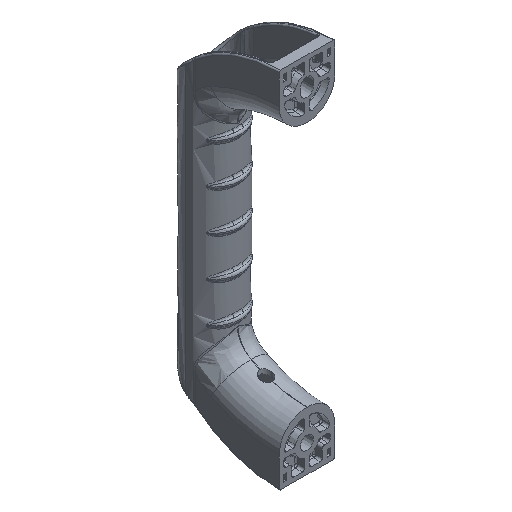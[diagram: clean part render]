
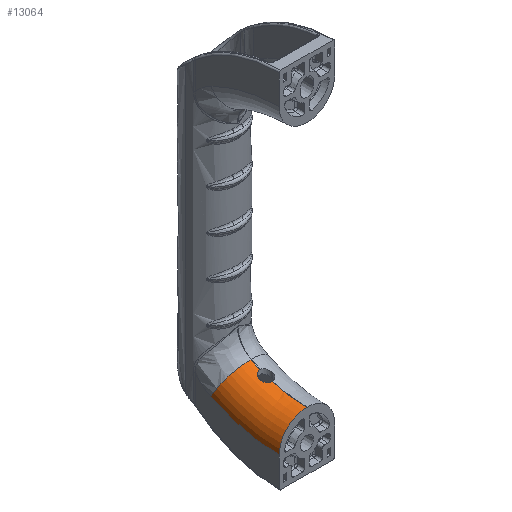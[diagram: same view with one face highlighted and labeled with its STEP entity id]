
A CAD part, isometric view. The second image highlights one B-rep face of the part: STEP entity #13064.
In plain terms, the highlighted toroidal (fillet/blend) face has major radius 97.9 mm and minor radius 17.9 mm.
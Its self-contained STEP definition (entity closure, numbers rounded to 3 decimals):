
#91 = VERTEX_POINT ( 'NONE', #17568 ) ;
#652 = EDGE_CURVE ( 'NONE', #2510, #14872, #14020, .T. ) ;
#923 = CARTESIAN_POINT ( 'NONE',  ( -0.1, -29.501, -73.958 ) ) ;
#939 = CARTESIAN_POINT ( 'NONE',  ( -3.628, -35.204, -76.43 ) ) ;
#1292 = CARTESIAN_POINT ( 'NONE',  ( -3.623, -31.787, -75.234 ) ) ;
#1445 = DIRECTION ( 'NONE',  ( 0., 0., -1. ) ) ;
#1680 = CARTESIAN_POINT ( 'NONE',  ( -18., -15.639, -87.273 ) ) ;
#2225 = TOROIDAL_SURFACE ( 'NONE', #15229, 97.9, 17.9 ) ;
#2416 = CARTESIAN_POINT ( 'NONE',  ( -3.233, -35.869, -76.563 ) ) ;
#2510 = VERTEX_POINT ( 'NONE', #7408 ) ;
#2784 = CARTESIAN_POINT ( 'NONE',  ( -3.88, -32.497, -75.554 ) ) ;
#2945 = AXIS2_PLACEMENT_3D ( 'NONE', #14690, #5870, #16184 ) ;
#3098 = VERTEX_POINT ( 'NONE', #18910 ) ;
#3110 = CARTESIAN_POINT ( 'NONE',  ( -0.1, -60., 0. ) ) ;
#3254 = VERTEX_POINT ( 'NONE', #1680 ) ;
#3628 = CIRCLE ( 'NONE', #8522, 97.9 ) ;
#3844 = VERTEX_POINT ( 'NONE', #10492 ) ;
#3848 = CARTESIAN_POINT ( 'NONE',  ( -4., -33.5, -75.939 ) ) ;
#3922 = CARTESIAN_POINT ( 'NONE',  ( -2.713, -36.451, -76.655 ) ) ;
#4214 = CARTESIAN_POINT ( 'NONE',  ( -1.167, -29.665, -74.058 ) ) ;
#4282 = CARTESIAN_POINT ( 'NONE',  ( -4., -33.243, -75.849 ) ) ;
#4463 = ORIENTED_EDGE ( 'NONE', *, *, #12829, .F. ) ;
#4621 = DIRECTION ( 'NONE',  ( 0., 0., -1. ) ) ;
#4786 = EDGE_CURVE ( 'NONE', #3844, #2510, #8693, .T. ) ;
#4886 = CARTESIAN_POINT ( 'NONE',  ( -18., -60., 0. ) ) ;
#5284 = EDGE_CURVE ( 'NONE', #3254, #3098, #5918, .T. ) ;
#5425 = CARTESIAN_POINT ( 'NONE',  ( -2.091, -36.92, -76.713 ) ) ;
#5708 = CARTESIAN_POINT ( 'NONE',  ( -1.903, -29.972, -74.247 ) ) ;
#5857 = DIRECTION ( 'NONE',  ( 1., 0., 0. ) ) ;
#5870 = DIRECTION ( 'NONE',  ( -1., 0., 0. ) ) ;
#5871 = CARTESIAN_POINT ( 'NONE',  ( -18., -60., -97.9 ) ) ;
#5918 = CIRCLE ( 'NONE', #10499, 17.9 ) ;
#6256 = AXIS2_PLACEMENT_3D ( 'NONE', #3110, #13460, #4621 ) ;
#6364 = DIRECTION ( 'NONE',  ( 0., 0., -1. ) ) ;
#6497 = AXIS2_PLACEMENT_3D ( 'NONE', #6975, #17296, #8454 ) ;
#6900 = CARTESIAN_POINT ( 'NONE',  ( -1.383, -37.263, -76.747 ) ) ;
#6975 = CARTESIAN_POINT ( 'NONE',  ( -0.1, -60., -97.9 ) ) ;
#7201 = CARTESIAN_POINT ( 'NONE',  ( -2.55, -30.407, -74.505 ) ) ;
#7340 = CARTESIAN_POINT ( 'NONE',  ( -0.1, -60., 0. ) ) ;
#7408 = CARTESIAN_POINT ( 'NONE',  ( -0.1, -60., -80. ) ) ;
#7447 = CARTESIAN_POINT ( 'NONE',  ( -4., -33.5, -75.939 ) ) ;
#7609 = CARTESIAN_POINT ( 'NONE',  ( -0.1, -15.639, -87.273 ) ) ;
#8318 = CARTESIAN_POINT ( 'NONE',  ( -3.977, -33.998, -76.106 ) ) ;
#8379 = CARTESIAN_POINT ( 'NONE',  ( -0.627, -37.459, -76.765 ) ) ;
#8454 = DIRECTION ( 'NONE',  ( 0., 0., 1. ) ) ;
#8522 = AXIS2_PLACEMENT_3D ( 'NONE', #4886, #15191, #6364 ) ;
#8679 = CARTESIAN_POINT ( 'NONE',  ( -3.086, -30.943, -74.805 ) ) ;
#8693 = CIRCLE ( 'NONE', #2945, 80. ) ;
#9106 = DIRECTION ( 'NONE',  ( 0., -0.453, 0.891 ) ) ;
#9789 = CARTESIAN_POINT ( 'NONE',  ( -0.375, -29.508, -73.961 ) ) ;
#9804 = CARTESIAN_POINT ( 'NONE',  ( -3.815, -34.73, -76.315 ) ) ;
#9867 = CARTESIAN_POINT ( 'NONE',  ( -0.1, -37.499, -76.77 ) ) ;
#10025 = B_SPLINE_CURVE_WITH_KNOTS ( 'NONE', 3,
 ( #923, #9789, #13066, #4214, #14542, #5708, #16031, #7201, #17517, #8679, #18993, #10170, #1292, #11641, #2784, #13136, #4282, #14602 ),
 .UNSPECIFIED., .F., .F.,
 ( 4, 2, 2, 2, 2, 2, 2, 2, 4 ),
 ( 0., 0.001, 0.002, 0.002, 0.003, 0.004, 0.005, 0.006, 0.007 ),
 .UNSPECIFIED. ) ;
#10170 = CARTESIAN_POINT ( 'NONE',  ( -3.51, -31.566, -75.127 ) ) ;
#10492 = CARTESIAN_POINT ( 'NONE',  ( -0.1, -37.499, -76.77 ) ) ;
#10499 = AXIS2_PLACEMENT_3D ( 'NONE', #7609, #17923, #9106 ) ;
#11187 = EDGE_CURVE ( 'NONE', #91, #16378, #10025, .T. ) ;
#11282 = CARTESIAN_POINT ( 'NONE',  ( -3.509, -35.436, -76.48 ) ) ;
#11381 = ORIENTED_EDGE ( 'NONE', *, *, #652, .F. ) ;
#11641 = CARTESIAN_POINT ( 'NONE',  ( -3.809, -32.252, -75.448 ) ) ;
#12271 = ORIENTED_EDGE ( 'NONE', *, *, #16392, .F. ) ;
#12764 = CARTESIAN_POINT ( 'NONE',  ( -3.075, -36.072, -76.598 ) ) ;
#12829 = EDGE_CURVE ( 'NONE', #16378, #3844, #18449, .T. ) ;
#13064 = ADVANCED_FACE ( 'NONE', ( #14032 ), #2225, .T. ) ;
#13066 = CARTESIAN_POINT ( 'NONE',  ( -0.643, -29.543, -73.982 ) ) ;
#13113 = EDGE_LOOP ( 'NONE', ( #15242, #12271, #18457, #15422, #11381, #17428, #4463 ) ) ;
#13136 = CARTESIAN_POINT ( 'NONE',  ( -3.976, -32.991, -75.754 ) ) ;
#13460 = DIRECTION ( 'NONE',  ( -1., 0., 0. ) ) ;
#14020 = CIRCLE ( 'NONE', #6497, 17.9 ) ;
#14032 = FACE_OUTER_BOUND ( 'NONE', #13113, .T. ) ;
#14190 = CARTESIAN_POINT ( 'NONE',  ( -4., -33.746, -76.025 ) ) ;
#14251 = CARTESIAN_POINT ( 'NONE',  ( -2.515, -36.621, -76.678 ) ) ;
#14542 = CARTESIAN_POINT ( 'NONE',  ( -1.424, -29.753, -74.113 ) ) ;
#14602 = CARTESIAN_POINT ( 'NONE',  ( -4., -33.5, -75.939 ) ) ;
#14690 = CARTESIAN_POINT ( 'NONE',  ( -0.1, -60., 0. ) ) ;
#14872 = VERTEX_POINT ( 'NONE', #5871 ) ;
#15191 = DIRECTION ( 'NONE',  ( 1., 0., 0. ) ) ;
#15229 = AXIS2_PLACEMENT_3D ( 'NONE', #7340, #5857, #1445 ) ;
#15242 = ORIENTED_EDGE ( 'NONE', *, *, #11187, .F. ) ;
#15422 = ORIENTED_EDGE ( 'NONE', *, *, #19070, .F. ) ;
#15739 = CARTESIAN_POINT ( 'NONE',  ( -1.861, -37.05, -76.727 ) ) ;
#16031 = CARTESIAN_POINT ( 'NONE',  ( -2.129, -30.104, -74.327 ) ) ;
#16184 = DIRECTION ( 'NONE',  ( 0., 0., -1. ) ) ;
#16378 = VERTEX_POINT ( 'NONE', #7447 ) ;
#16392 = EDGE_CURVE ( 'NONE', #3098, #91, #16499, .T. ) ;
#16499 = CIRCLE ( 'NONE', #6256, 80. ) ;
#17210 = CARTESIAN_POINT ( 'NONE',  ( -1.136, -37.344, -76.754 ) ) ;
#17296 = DIRECTION ( 'NONE',  ( 0., -1., 0. ) ) ;
#17428 = ORIENTED_EDGE ( 'NONE', *, *, #4786, .F. ) ;
#17517 = CARTESIAN_POINT ( 'NONE',  ( -2.74, -30.575, -74.602 ) ) ;
#17568 = CARTESIAN_POINT ( 'NONE',  ( -0.1, -29.501, -73.958 ) ) ;
#17923 = DIRECTION ( 'NONE',  ( 0., 0.891, 0.453 ) ) ;
#18449 = B_SPLINE_CURVE_WITH_KNOTS ( 'NONE', 3,
 ( #3848, #14190, #8318, #18612, #9804, #939, #11282, #2416, #12764, #3922, #14251, #5425, #15739, #6900, #17210, #8379, #18680, #9867 ),
 .UNSPECIFIED., .F., .F.,
 ( 4, 2, 2, 2, 2, 2, 2, 2, 4 ),
 ( 0.007, 0.007, 0.008, 0.009, 0.01, 0.01, 0.011, 0.012, 0.013 ),
 .UNSPECIFIED. ) ;
#18457 = ORIENTED_EDGE ( 'NONE', *, *, #5284, .F. ) ;
#18612 = CARTESIAN_POINT ( 'NONE',  ( -3.884, -34.488, -76.25 ) ) ;
#18680 = CARTESIAN_POINT ( 'NONE',  ( -0.364, -37.492, -76.768 ) ) ;
#18910 = CARTESIAN_POINT ( 'NONE',  ( -0.1, -23.75, -71.316 ) ) ;
#18993 = CARTESIAN_POINT ( 'NONE',  ( -3.242, -31.144, -74.912 ) ) ;
#19070 = EDGE_CURVE ( 'NONE', #14872, #3254, #3628, .T. ) ;
